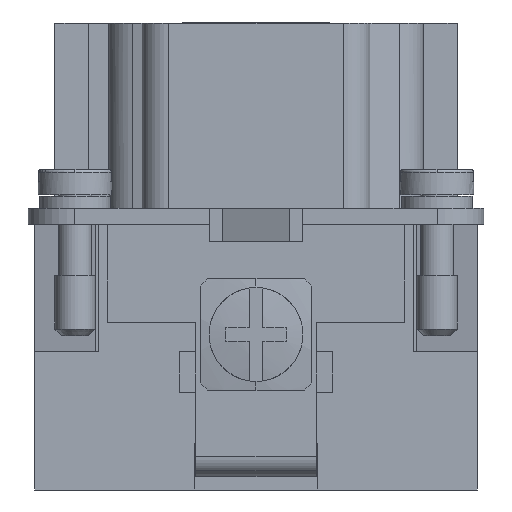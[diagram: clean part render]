
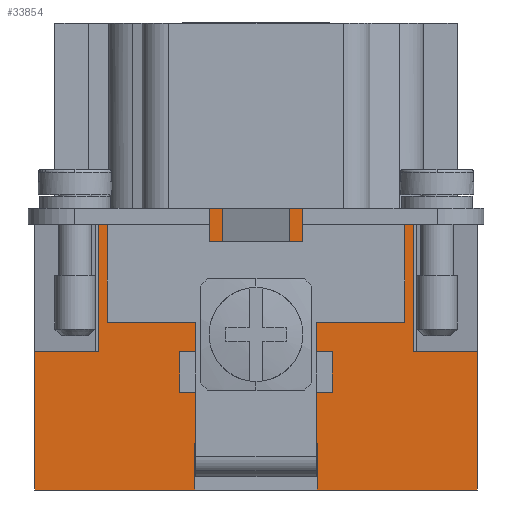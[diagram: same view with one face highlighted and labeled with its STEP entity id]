
A CAD part, left-side view. The second image highlights one B-rep face of the part: STEP entity #33854.
In plain terms, the highlighted planar face has unit normal (-1, 0, 0).
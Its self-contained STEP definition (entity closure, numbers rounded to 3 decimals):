
#20069=CARTESIAN_POINT('',(-31.6,-16.5,10.3));
#20070=VERTEX_POINT('',#20069);
#20077=CARTESIAN_POINT('',(-31.6,-16.5,0.0));
#20078=VERTEX_POINT('',#20077);
#20079=CARTESIAN_POINT('',(-31.6,-16.5,0.0));
#20080=DIRECTION('',(0.0,0.0,1.0));
#20081=VECTOR('',#20080,10.3);
#20082=LINE('',#20079,#20081);
#20083=EDGE_CURVE('',#20078,#20070,#20082,.T.);
#22817=CARTESIAN_POINT('',(-31.6,11.75,21.0));
#22818=VERTEX_POINT('',#22817);
#22825=CARTESIAN_POINT('',(-31.6,10.816,21.0));
#22826=VERTEX_POINT('',#22825);
#22827=CARTESIAN_POINT('',(-31.6,10.816,21.0));
#22828=DIRECTION('',(0.0,1.0,0.0));
#22829=VECTOR('',#22828,0.934);
#22830=LINE('',#22827,#22829);
#22831=EDGE_CURVE('',#22826,#22818,#22830,.T.);
#24250=CARTESIAN_POINT('',(-31.6,-11.75,21.0));
#24251=VERTEX_POINT('',#24250);
#24252=CARTESIAN_POINT('',(-31.6,-11.75,21.0));
#24253=DIRECTION('',(0.0,1.0,0.0));
#24254=VECTOR('',#24253,22.566);
#24255=LINE('',#24252,#24254);
#24256=EDGE_CURVE('',#24251,#22826,#24255,.T.);
#33242=CARTESIAN_POINT('',(-31.6,-11.75,10.3));
#33243=VERTEX_POINT('',#33242);
#33252=CARTESIAN_POINT('',(-31.6,-11.75,10.3));
#33253=DIRECTION('',(0.0,0.0,1.0));
#33254=VECTOR('',#33253,10.7);
#33255=LINE('',#33252,#33254);
#33256=EDGE_CURVE('',#33243,#24251,#33255,.T.);
#33266=CARTESIAN_POINT('',(-31.6,-16.5,10.3));
#33267=DIRECTION('',(0.0,1.0,0.0));
#33268=VECTOR('',#33267,4.75);
#33269=LINE('',#33266,#33268);
#33270=EDGE_CURVE('',#20070,#33243,#33269,.T.);
#33289=CARTESIAN_POINT('',(-31.6,11.75,10.3));
#33290=VERTEX_POINT('',#33289);
#33299=CARTESIAN_POINT('',(-31.6,11.75,21.0));
#33300=DIRECTION('',(0.0,0.0,-1.0));
#33301=VECTOR('',#33300,10.7);
#33302=LINE('',#33299,#33301);
#33303=EDGE_CURVE('',#22818,#33290,#33302,.T.);
#33344=CARTESIAN_POINT('',(-31.6,16.5,10.3));
#33345=VERTEX_POINT('',#33344);
#33346=CARTESIAN_POINT('',(-31.6,11.75,10.3));
#33347=DIRECTION('',(0.0,1.0,0.0));
#33348=VECTOR('',#33347,4.75);
#33349=LINE('',#33346,#33348);
#33350=EDGE_CURVE('',#33290,#33345,#33349,.T.);
#33460=CARTESIAN_POINT('',(-31.6,16.5,0.0));
#33461=VERTEX_POINT('',#33460);
#33468=CARTESIAN_POINT('',(-31.6,16.5,0.0));
#33469=DIRECTION('',(0.0,0.0,1.0));
#33470=VECTOR('',#33469,10.3);
#33471=LINE('',#33468,#33470);
#33472=EDGE_CURVE('',#33461,#33345,#33471,.T.);
#33582=CARTESIAN_POINT('',(-31.6,-4.55,3.5));
#33583=VERTEX_POINT('',#33582);
#33600=CARTESIAN_POINT('',(-31.6,-4.55,0.0));
#33601=VERTEX_POINT('',#33600);
#33608=CARTESIAN_POINT('',(-31.6,-4.55,3.5));
#33609=DIRECTION('',(0.0,0.0,-1.0));
#33610=VECTOR('',#33609,3.5);
#33611=LINE('',#33608,#33610);
#33612=EDGE_CURVE('',#33583,#33601,#33611,.T.);
#33777=CARTESIAN_POINT('',(-31.6,4.55,3.5));
#33778=VERTEX_POINT('',#33777);
#33785=CARTESIAN_POINT('',(-31.6,4.55,0.0));
#33786=VERTEX_POINT('',#33785);
#33787=CARTESIAN_POINT('',(-31.6,4.55,0.0));
#33788=DIRECTION('',(0.0,0.0,1.0));
#33789=VECTOR('',#33788,3.5);
#33790=LINE('',#33787,#33789);
#33791=EDGE_CURVE('',#33786,#33778,#33790,.T.);
#33809=CARTESIAN_POINT('',(-31.6,4.55,3.5));
#33810=DIRECTION('',(0.0,-1.0,0.0));
#33811=VECTOR('',#33810,9.1);
#33812=LINE('',#33809,#33811);
#33813=EDGE_CURVE('',#33778,#33583,#33812,.T.);
#33824=CARTESIAN_POINT('',(-31.6,-16.5,0.0));
#33825=DIRECTION('',(-1.0,0.0,0.0));
#33826=DIRECTION('',(0.0,0.0,1.0));
#33827=AXIS2_PLACEMENT_3D('',#33824,#33825,#33826);
#33828=PLANE('',#33827);
#33829=ORIENTED_EDGE('',*,*,#33256,.T.);
#33830=ORIENTED_EDGE('',*,*,#24256,.T.);
#33831=ORIENTED_EDGE('',*,*,#22831,.T.);
#33832=ORIENTED_EDGE('',*,*,#33303,.T.);
#33833=ORIENTED_EDGE('',*,*,#33350,.T.);
#33834=ORIENTED_EDGE('',*,*,#33472,.F.);
#33835=CARTESIAN_POINT('',(-31.6,16.5,0.0));
#33836=DIRECTION('',(0.0,-1.0,0.0));
#33837=VECTOR('',#33836,11.95);
#33838=LINE('',#33835,#33837);
#33839=EDGE_CURVE('',#33461,#33786,#33838,.T.);
#33840=ORIENTED_EDGE('',*,*,#33839,.T.);
#33841=ORIENTED_EDGE('',*,*,#33791,.T.);
#33842=ORIENTED_EDGE('',*,*,#33813,.T.);
#33843=ORIENTED_EDGE('',*,*,#33612,.T.);
#33844=CARTESIAN_POINT('',(-31.6,-4.55,0.0));
#33845=DIRECTION('',(0.0,-1.0,0.0));
#33846=VECTOR('',#33845,11.95);
#33847=LINE('',#33844,#33846);
#33848=EDGE_CURVE('',#33601,#20078,#33847,.T.);
#33849=ORIENTED_EDGE('',*,*,#33848,.T.);
#33850=ORIENTED_EDGE('',*,*,#20083,.T.);
#33851=ORIENTED_EDGE('',*,*,#33270,.T.);
#33852=EDGE_LOOP('',(#33829,#33830,#33831,#33832,#33833,#33834,#33840,#33841,#33842,#33843,#33849,#33850,#33851));
#33853=FACE_OUTER_BOUND('',#33852,.T.);
#33854=ADVANCED_FACE('',(#33853),#33828,.T.);
